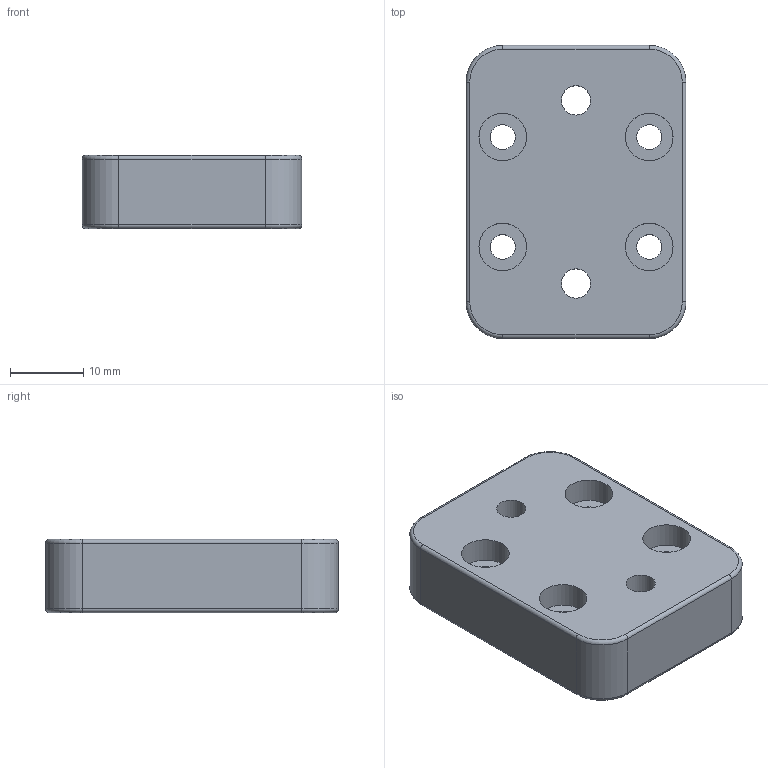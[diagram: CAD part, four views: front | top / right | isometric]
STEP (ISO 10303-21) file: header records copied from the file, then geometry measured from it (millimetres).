
FILE_DESCRIPTION(/* description */ (''),/* implementation_level */ '2;1');
FILE_NAME(/* name */ 'AdapterLinearGuideShort.stp',/* time_stamp */ '2023-12-27T23:15:40+01:00',/* author */ ('denni'),/* organization */ (''),/* preprocessor_version */ 'ST-DEVELOPER v19.2',/* originating_system */ 'Autodesk Inventor 2024',/* authorisation */ '');
FILE_SCHEMA (('AUTOMOTIVE_DESIGN { 1 0 10303 214 3 1 1 }'));
Length unit declared in the file: millimetre
Products named in the file (1): AdapterLinearGuideShort
Bounding box: 30 x 40 x 10 mm (x, y, z)
Volume: 10745.2 mm3; surface area: 4310.5 mm2
Topology: 1 solids, 1 shells, 49 faces, 109 edges, 66 vertices
Faces by surface type: cylinder 26, plane 11, torus 10, sphere 2
Full cylindrical faces by diameter (mm): 3.4 x4, 4 x2, 6.5 x4
Entity records: 1436 total; most frequent: DIRECTION 275, CARTESIAN_POINT 225, ORIENTED_EDGE 218, AXIS2_PLACEMENT_3D 116, EDGE_CURVE 109, CIRCLE 66, VERTEX_POINT 66, EDGE_LOOP 65
